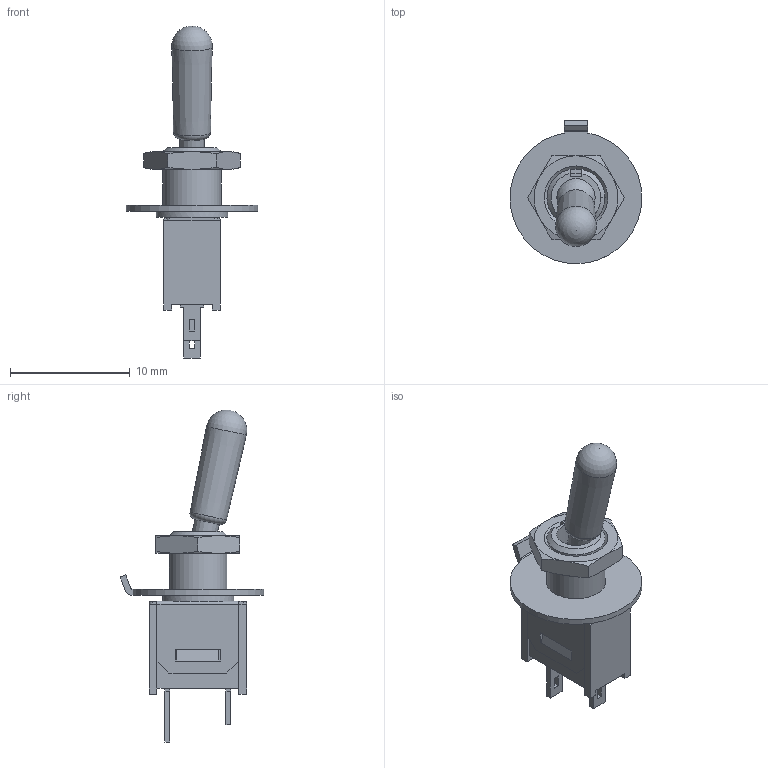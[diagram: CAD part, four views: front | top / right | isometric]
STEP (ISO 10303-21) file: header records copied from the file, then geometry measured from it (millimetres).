
FILE_DESCRIPTION(('FreeCAD Model'),'2;1');
FILE_NAME('Open CASCADE Shape Model','2023-05-31T19:28:19',(''),(''), 'Open CASCADE STEP processor 7.6','FreeCAD','Unknown');
FILE_SCHEMA(('AUTOMOTIVE_DESIGN { 1 0 10303 214 1 1 1 1 }'));
Length unit declared in the file: millimetre
Products named in the file (9): _mm_DPDT_Mini_Toggle_Switch; Body; Body001; Body002; Body004; Body005; Body006; Body007; Body008
Assembly tree (8 placements, depth 2):
  _mm_DPDT_Mini_Toggle_Switch
    Body
    Body001
    Body002
    Body004
    Body005
    Body006
    Body007
    Body008
Bounding box: 11 x 11.97 x 27.7 mm (x, y, z)
Volume: 529.1 mm3; surface area: 1230.6 mm2
Topology: 8 solids, 8 shells, 153 faces, 387 edges, 249 vertices
Faces by surface type: plane 115, cone 19, cylinder 14, sphere 4, torus 1
Full cylindrical faces by diameter (mm): 3.2 x1, 4.8 x1
Entity records: 9913 total; most frequent: CARTESIAN_POINT 1810, DIRECTION 1522, LINE 956, VECTOR 956, ORIENTED_EDGE 766, PCURVE 766, DEFINITIONAL_REPRESENTATION 766, EDGE_CURVE 383
